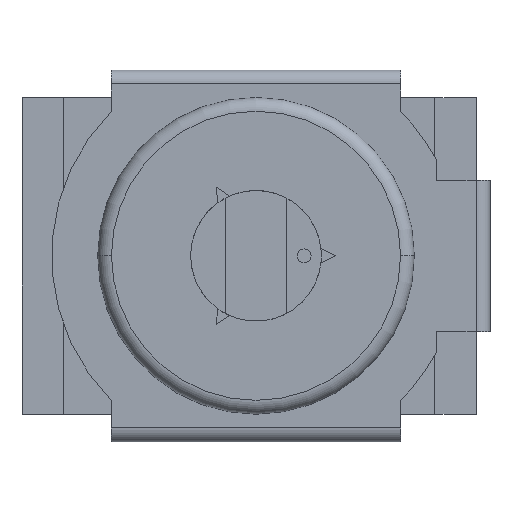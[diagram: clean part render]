
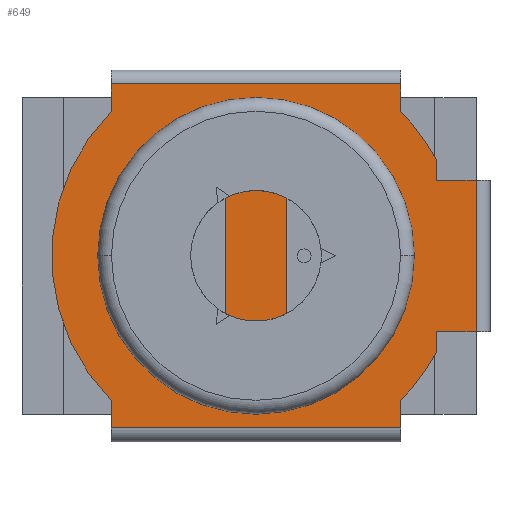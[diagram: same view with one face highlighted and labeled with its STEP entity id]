
A CAD part, top view. The second image highlights one B-rep face of the part: STEP entity #649.
In plain terms, the highlighted planar face has unit normal (0, 0, 1).
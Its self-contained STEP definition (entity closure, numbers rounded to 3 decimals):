
#167=CARTESIAN_POINT('',(1.6,0.55,0.7));
#168=VERTEX_POINT('',#167);
#176=CARTESIAN_POINT('',(1.6,-0.55,0.7));
#177=VERTEX_POINT('',#176);
#178=CARTESIAN_POINT('',(1.6,0.55,0.7));
#179=DIRECTION('',(0.0,-1.0,0.0));
#180=VECTOR('',#179,1.1);
#181=LINE('',#178,#180);
#182=EDGE_CURVE('',#168,#177,#181,.T.);
#208=CARTESIAN_POINT('',(1.31,-0.55,0.7));
#209=VERTEX_POINT('',#208);
#210=CARTESIAN_POINT('',(1.31,-0.55,0.7));
#211=DIRECTION('',(1.0,0.0,0.0));
#212=VECTOR('',#211,0.29);
#213=LINE('',#210,#212);
#214=EDGE_CURVE('',#209,#177,#213,.T.);
#240=CARTESIAN_POINT('',(-1.05,1.25,0.7));
#241=VERTEX_POINT('',#240);
#249=CARTESIAN_POINT('',(1.05,1.25,0.7));
#250=VERTEX_POINT('',#249);
#251=CARTESIAN_POINT('',(-1.05,1.25,0.7));
#252=DIRECTION('',(1.0,0.0,0.0));
#253=VECTOR('',#252,2.1);
#254=LINE('',#251,#253);
#255=EDGE_CURVE('',#241,#250,#254,.T.);
#281=CARTESIAN_POINT('',(1.05,1.05,0.7));
#282=VERTEX_POINT('',#281);
#283=CARTESIAN_POINT('',(1.05,1.05,0.7));
#284=DIRECTION('',(0.0,1.0,0.0));
#285=VECTOR('',#284,0.2);
#286=LINE('',#283,#285);
#287=EDGE_CURVE('',#282,#250,#286,.T.);
#313=CARTESIAN_POINT('',(1.05,-1.25,0.7));
#314=VERTEX_POINT('',#313);
#322=CARTESIAN_POINT('',(-1.05,-1.25,0.7));
#323=VERTEX_POINT('',#322);
#324=CARTESIAN_POINT('',(1.05,-1.25,0.7));
#325=DIRECTION('',(-1.0,0.0,0.0));
#326=VECTOR('',#325,2.1);
#327=LINE('',#324,#326);
#328=EDGE_CURVE('',#314,#323,#327,.T.);
#354=CARTESIAN_POINT('',(-1.05,-1.05,0.7));
#355=VERTEX_POINT('',#354);
#356=CARTESIAN_POINT('',(-1.05,-1.05,0.7));
#357=DIRECTION('',(0.0,-1.0,0.0));
#358=VECTOR('',#357,0.2);
#359=LINE('',#356,#358);
#360=EDGE_CURVE('',#355,#323,#359,.T.);
#393=CARTESIAN_POINT('',(1.31,0.55,0.7));
#394=VERTEX_POINT('',#393);
#401=CARTESIAN_POINT('',(1.6,0.55,0.7));
#402=DIRECTION('',(-1.0,0.0,0.0));
#403=VECTOR('',#402,0.29);
#404=LINE('',#401,#403);
#405=EDGE_CURVE('',#168,#394,#404,.T.);
#423=CARTESIAN_POINT('',(1.31,0.7,0.7));
#424=VERTEX_POINT('',#423);
#431=CARTESIAN_POINT('',(1.31,0.55,0.7));
#432=DIRECTION('',(0.0,1.0,0.0));
#433=VECTOR('',#432,0.15);
#434=LINE('',#431,#433);
#435=EDGE_CURVE('',#394,#424,#434,.T.);
#454=CARTESIAN_POINT('',(0.,0.,0.7));
#455=DIRECTION('',(0.0,0.0,1.0));
#456=DIRECTION('',(0.803,0.596,0.0));
#457=AXIS2_PLACEMENT_3D('',#454,#455,#456);
#458=CIRCLE('',#457,1.485);
#459=EDGE_CURVE('',#424,#282,#458,.T.);
#479=CARTESIAN_POINT('',(-1.05,1.05,0.7));
#480=VERTEX_POINT('',#479);
#487=CARTESIAN_POINT('',(-1.05,1.25,0.7));
#488=DIRECTION('',(0.0,-1.0,0.0));
#489=VECTOR('',#488,0.2);
#490=LINE('',#487,#489);
#491=EDGE_CURVE('',#241,#480,#490,.T.);
#510=CARTESIAN_POINT('',(1.05,-1.05,0.7));
#511=VERTEX_POINT('',#510);
#518=CARTESIAN_POINT('',(1.05,-1.25,0.7));
#519=DIRECTION('',(0.0,1.0,0.0));
#520=VECTOR('',#519,0.2);
#521=LINE('',#518,#520);
#522=EDGE_CURVE('',#314,#511,#521,.T.);
#541=CARTESIAN_POINT('',(1.31,-0.7,0.7));
#542=VERTEX_POINT('',#541);
#549=CARTESIAN_POINT('',(0.,0.,0.7));
#550=DIRECTION('',(0.0,0.0,1.0));
#551=DIRECTION('',(0.803,-0.596,0.0));
#552=AXIS2_PLACEMENT_3D('',#549,#550,#551);
#553=CIRCLE('',#552,1.485);
#554=EDGE_CURVE('',#511,#542,#553,.T.);
#572=CARTESIAN_POINT('',(1.31,-0.7,0.7));
#573=DIRECTION('',(0.0,1.0,0.0));
#574=VECTOR('',#573,0.15);
#575=LINE('',#572,#574);
#576=EDGE_CURVE('',#542,#209,#575,.T.);
#595=CARTESIAN_POINT('',(0.,0.,0.7));
#596=DIRECTION('',(0.0,0.0,1.0));
#597=DIRECTION('',(-1.0,0.0,0.0));
#598=AXIS2_PLACEMENT_3D('',#595,#596,#597);
#599=CIRCLE('',#598,1.485);
#600=EDGE_CURVE('',#480,#355,#599,.T.);
#628=CARTESIAN_POINT('',(-1.363,0.,0.7));
#629=DIRECTION('',(0.0,0.0,1.0));
#630=DIRECTION('',(1.0,0.0,0.0));
#631=AXIS2_PLACEMENT_3D('',#628,#629,#630);
#632=PLANE('',#631);
#633=ORIENTED_EDGE('',*,*,#600,.T.);
#634=ORIENTED_EDGE('',*,*,#360,.T.);
#635=ORIENTED_EDGE('',*,*,#328,.F.);
#636=ORIENTED_EDGE('',*,*,#522,.T.);
#637=ORIENTED_EDGE('',*,*,#554,.T.);
#638=ORIENTED_EDGE('',*,*,#576,.T.);
#639=ORIENTED_EDGE('',*,*,#214,.T.);
#640=ORIENTED_EDGE('',*,*,#182,.F.);
#641=ORIENTED_EDGE('',*,*,#405,.T.);
#642=ORIENTED_EDGE('',*,*,#435,.T.);
#643=ORIENTED_EDGE('',*,*,#459,.T.);
#644=ORIENTED_EDGE('',*,*,#287,.T.);
#645=ORIENTED_EDGE('',*,*,#255,.F.);
#646=ORIENTED_EDGE('',*,*,#491,.T.);
#647=EDGE_LOOP('',(#633,#634,#635,#636,#637,#638,#639,#640,#641,#642,#643,#644,#645,#646));
#648=FACE_OUTER_BOUND('',#647,.T.);
#649=ADVANCED_FACE('',(#648),#632,.T.);
